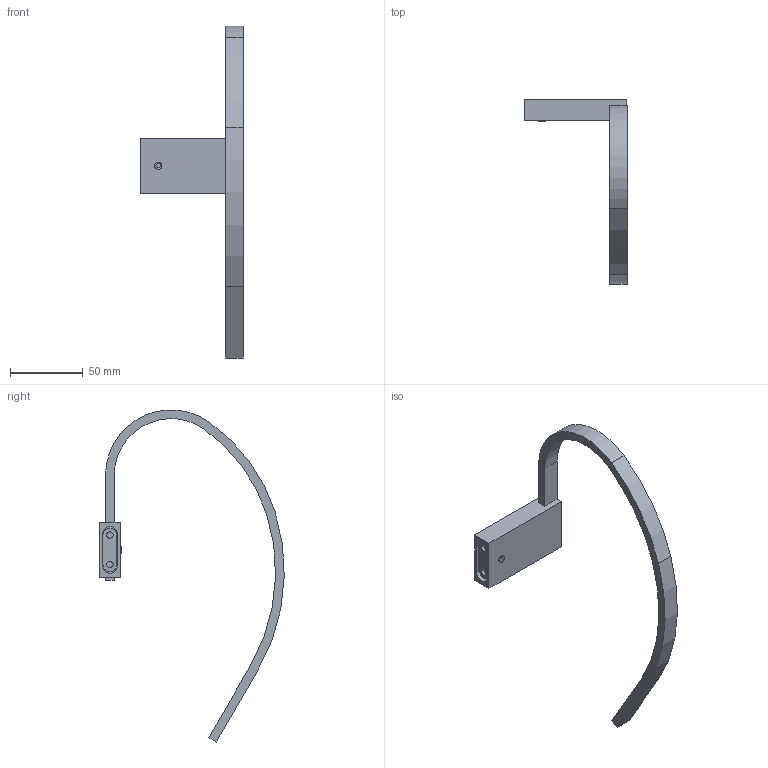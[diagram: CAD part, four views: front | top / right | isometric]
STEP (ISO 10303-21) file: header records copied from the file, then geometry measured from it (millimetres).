
FILE_DESCRIPTION (( 'STEP AP203' ), '1' );
FILE_NAME ('0901.STEP', '2021-01-22T05:46:09', ( '' ), ( '' ), 'SwSTEP 2.0', 'SolidWorks 2021', '' );
FILE_SCHEMA (( 'CONFIG_CONTROL_DESIGN' ));
Length unit declared in the file: millimetre
Products named in the file (5): 6L00-01; 6L00-02; Stavìcí šroub M5; 0901; 6L01-01
Assembly tree (4 placements, depth 2):
  0901
    6L00-01
    6L00-02
    6L01-01
    Stavìcí šroub M5
Bounding box: 70.2 x 126.65 x 227.78 mm (x, y, z)
Volume: 58658.6 mm3; surface area: 27249.2 mm2
Topology: 4 solids, 4 shells, 77 faces, 184 edges, 116 vertices
Faces by surface type: plane 40, cylinder 27, cone 10
Entity records: 2815 total; most frequent: CARTESIAN_POINT 446, DIRECTION 412, ORIENTED_EDGE 368, EDGE_CURVE 184, AXIS2_PLACEMENT_3D 148, VERTEX_POINT 116, LINE 116, VECTOR 116
